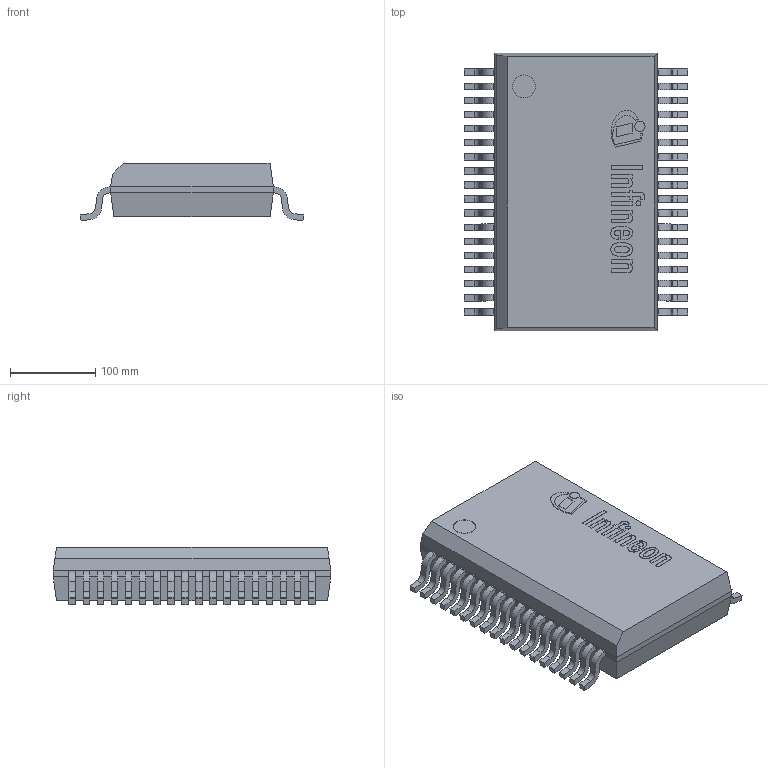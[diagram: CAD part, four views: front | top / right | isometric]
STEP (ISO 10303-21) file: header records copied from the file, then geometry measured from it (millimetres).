
FILE_DESCRIPTION(/* description */ (''),/* implementation_level */ '2;1');
FILE_NAME(/* name */ 'PG-DSO-36-64_Z8B00161866_V04_3D.stp',/* time_stamp */ '2023-08-29T17:31:49+05:00',/* author */ ('janartha'),/* organization */ (''),/* preprocessor_version */ 'ST-DEVELOPER v16.13',/* originating_system */ 'AutoCAD Mechanical',/* authorisation */ '');
FILE_SCHEMA (('AUTOMOTIVE_DESIGN { 1 0 10303 214 3 1 1 }'));
Length unit declared in the file: inch
Products named in the file (1): Product
Bounding box: 261.62 x 325.12 x 67.56 mm (x, y, z)
Volume: 3829859.2 mm3; surface area: 494210.5 mm2
Topology: 52 solids, 52 shells, 731 faces, 1878 edges, 1252 vertices
Faces by surface type: plane 469, cylinder 262
Full cylindrical faces by diameter (mm): 5.808 x1, 11.983 x1, 26.881 x2
Entity records: 22216 total; most frequent: DIRECTION 3862, CARTESIAN_POINT 3858, ORIENTED_EDGE 3748, EDGE_CURVE 1874, LINE 1350, VECTOR 1350, AXIS2_PLACEMENT_3D 1256, VERTEX_POINT 1252
